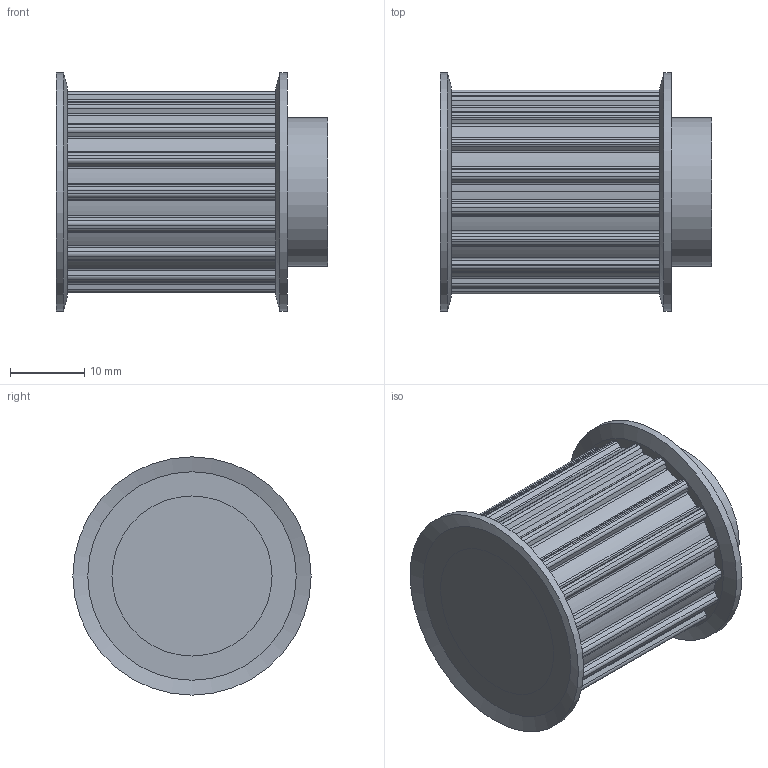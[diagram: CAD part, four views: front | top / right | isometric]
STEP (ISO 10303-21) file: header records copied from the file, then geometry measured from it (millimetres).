
FILE_DESCRIPTION(/* description */ ('Alibre Inc.'),/* implementation_level */ '2;1');
FILE_NAME(/* name */ 'export-EE669E2E-61AE-4FE3-AD14-808995DB39CE',/* time_stamp */ '2023-12-16T12:19:59+01:00',/* author */ (''),/* organization */ (''),/* preprocessor_version */ 'ST-DEVELOPER v17',/* originating_system */ 'Alibre',/* authorisation */ '');
FILE_SCHEMA (('AUTOMOTIVE_DESIGN'));
Length unit declared in the file: millimetre
Products named in the file (3): 5030000205; 60036018BODY; 60036018
Bounding box: 36.54 x 32 x 32 mm (x, y, z)
Volume: 18337 mm3; surface area: 6590.5 mm2
Topology: 3 solids, 3 shells, 181 faces, 520 edges, 348 vertices
Faces by surface type: cylinder 132, plane 45, cone 4
Full cylindrical faces by diameter (mm): 20 x1, 21.5 x4, 32 x2
Entity records: 5754 total; most frequent: DIRECTION 1015, ORIENTED_EDGE 1012, CARTESIAN_POINT 987, EDGE_CURVE 506, AXIS2_PLACEMENT_3D 409, VERTEX_POINT 338, VECTOR 240, LINE 240
